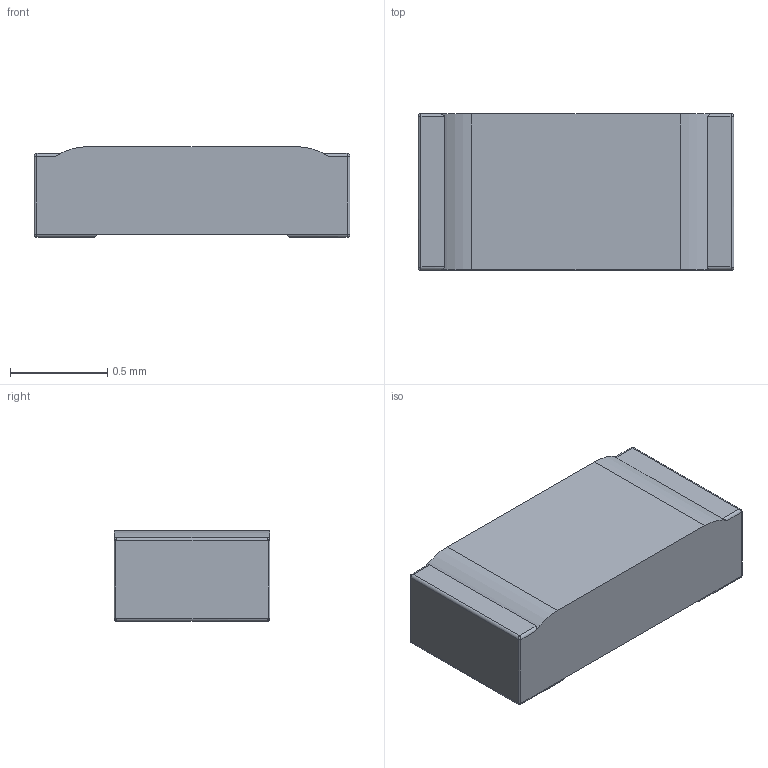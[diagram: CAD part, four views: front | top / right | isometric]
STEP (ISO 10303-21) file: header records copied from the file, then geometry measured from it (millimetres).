
FILE_DESCRIPTION((''),'2;1');
FILE_NAME('C-9-2176757-7','2024-09-11T00:45:59',('workeradm'),('TE Connectivity Ltd.'),'CREO PARAMETRIC BY PTC INC, 2021072','CREO PARAMETRIC BY PTC INC, 2021072','');
FILE_SCHEMA(('AUTOMOTIVE_DESIGN { 1 0 10303 214 1 1 1 1 }'));
Length unit declared in the file: millimetre
Products named in the file (1): C-9-2176757-7
Bounding box: 1.62 x 0.8 x 0.47 mm (x, y, z)
Volume: 0.6 mm3; surface area: 4.7 mm2
Topology: 1 solids, 1 shells, 38 faces, 80 edges, 44 vertices
Faces by surface type: cylinder 20, plane 10, bspline 8
Entity records: 1714 total; most frequent: CARTESIAN_POINT 942, ORIENTED_EDGE 160, DIRECTION 128, EDGE_CURVE 80, VECTOR 44, LINE 44, VERTEX_POINT 44, AXIS2_PLACEMENT_3D 42
